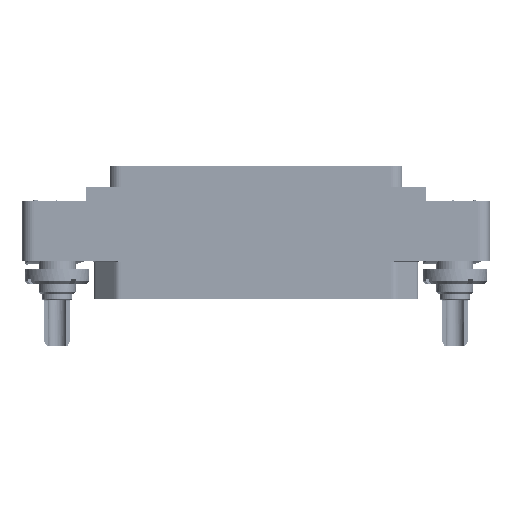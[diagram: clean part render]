
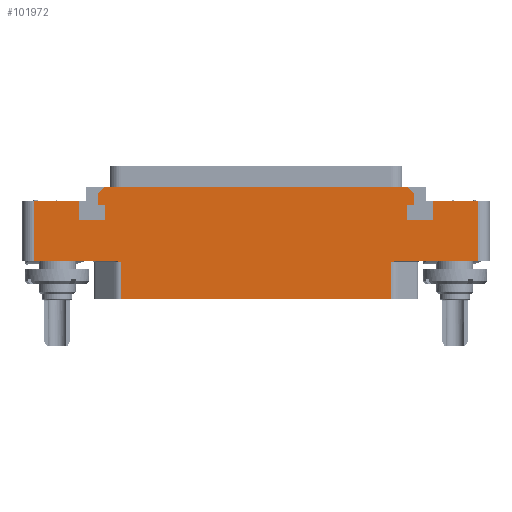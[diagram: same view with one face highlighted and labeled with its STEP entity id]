
A CAD part, top view. The second image highlights one B-rep face of the part: STEP entity #101972.
In plain terms, the highlighted planar face has unit normal (0, 0, 1).
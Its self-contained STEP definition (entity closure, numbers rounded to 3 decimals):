
#3023=DIRECTION('',(-1.,0.,0.));
#3024=VECTOR('',#3023,46.236);
#3025=CARTESIAN_POINT('',(23.118,-6.5,7.));
#3026=LINE('',#3025,#3024);
#3114=DIRECTION('',(1.,0.,0.));
#3115=VECTOR('',#3114,14.082);
#3116=CARTESIAN_POINT('',(-38.,0.,7.));
#3117=LINE('',#3116,#3115);
#7047=DIRECTION('',(0.,-1.,0.));
#7048=VECTOR('',#7047,10.25);
#7049=CARTESIAN_POINT('',(-38.,10.25,7.));
#7050=LINE('',#7049,#7048);
#7065=DIRECTION('',(1.,0.,0.));
#7066=VECTOR('',#7065,7.8);
#7067=CARTESIAN_POINT('',(-38.,10.25,7.));
#7068=LINE('',#7067,#7066);
#7069=DIRECTION('',(0.,-1.,0.));
#7070=VECTOR('',#7069,3.2);
#7071=CARTESIAN_POINT('',(-30.2,10.25,7.));
#7072=LINE('',#7071,#7070);
#7073=DIRECTION('',(1.,0.,0.));
#7074=VECTOR('',#7073,4.4);
#7075=CARTESIAN_POINT('',(-30.2,7.05,7.));
#7076=LINE('',#7075,#7074);
#7077=DIRECTION('',(0.,1.,0.));
#7078=VECTOR('',#7077,2.6);
#7079=CARTESIAN_POINT('',(-25.8,7.05,7.));
#7080=LINE('',#7079,#7078);
#7081=DIRECTION('',(-1.,0.,0.));
#7082=VECTOR('',#7081,1.2);
#7083=CARTESIAN_POINT('',(-25.8,9.65,7.));
#7084=LINE('',#7083,#7082);
#7085=DIRECTION('',(0.,-1.,0.));
#7086=VECTOR('',#7085,1.9);
#7087=CARTESIAN_POINT('',(-27.,11.55,7.));
#7088=LINE('',#7087,#7086);
#7089=DIRECTION('',(1.,0.,0.));
#7090=VECTOR('',#7089,51.6);
#7091=CARTESIAN_POINT('',(-25.8,12.75,7.));
#7092=LINE('',#7091,#7090);
#7093=DIRECTION('',(0.,-1.,0.));
#7094=VECTOR('',#7093,1.9);
#7095=CARTESIAN_POINT('',(27.,11.55,7.));
#7096=LINE('',#7095,#7094);
#7097=DIRECTION('',(-1.,0.,0.));
#7098=VECTOR('',#7097,1.2);
#7099=CARTESIAN_POINT('',(27.,9.65,7.));
#7100=LINE('',#7099,#7098);
#7101=DIRECTION('',(0.,-1.,0.));
#7102=VECTOR('',#7101,2.6);
#7103=CARTESIAN_POINT('',(25.8,9.65,7.));
#7104=LINE('',#7103,#7102);
#7105=DIRECTION('',(1.,0.,0.));
#7106=VECTOR('',#7105,4.4);
#7107=CARTESIAN_POINT('',(25.8,7.05,7.));
#7108=LINE('',#7107,#7106);
#7109=DIRECTION('',(0.,1.,0.));
#7110=VECTOR('',#7109,3.2);
#7111=CARTESIAN_POINT('',(30.2,7.05,7.));
#7112=LINE('',#7111,#7110);
#7113=DIRECTION('',(1.,0.,0.));
#7114=VECTOR('',#7113,7.8);
#7115=CARTESIAN_POINT('',(30.2,10.25,7.));
#7116=LINE('',#7115,#7114);
#7173=DIRECTION('',(1.,0.,0.));
#7174=VECTOR('',#7173,14.082);
#7175=CARTESIAN_POINT('',(23.918,0.,7.));
#7176=LINE('',#7175,#7174);
#11275=DIRECTION('',(0.,1.,0.));
#11276=VECTOR('',#11275,10.25);
#11277=CARTESIAN_POINT('',(38.,0.,7.));
#11278=LINE('',#11277,#11276);
#11339=CARTESIAN_POINT('',(23.118,-0.2,7.));
#11340=CARTESIAN_POINT('',(23.14,-0.192,7.));
#11341=CARTESIAN_POINT('',(23.184,-0.176,7.));
#11342=CARTESIAN_POINT('',(23.251,-0.152,7.));
#11343=CARTESIAN_POINT('',(23.318,-0.128,7.));
#11344=CARTESIAN_POINT('',(23.385,-0.106,7.));
#11345=CARTESIAN_POINT('',(23.451,-0.085,7.));
#11346=CARTESIAN_POINT('',(23.515,-0.066,7.));
#11347=CARTESIAN_POINT('',(23.577,-0.049,7.));
#11348=CARTESIAN_POINT('',(23.636,-0.035,7.));
#11349=CARTESIAN_POINT('',(23.688,-0.024,7.));
#11350=CARTESIAN_POINT('',(23.734,-0.016,7.));
#11351=CARTESIAN_POINT('',(23.776,-0.01,7.));
#11352=CARTESIAN_POINT('',(23.814,-0.005,7.));
#11353=CARTESIAN_POINT('',(23.85,-0.002,7.));
#11354=CARTESIAN_POINT('',(23.884,0.,7.));
#11355=CARTESIAN_POINT('',(23.907,0.,7.));
#11356=CARTESIAN_POINT('',(23.918,0.,7.));
#11372=DIRECTION('',(0.,1.,0.));
#11373=VECTOR('',#11372,6.3);
#11374=CARTESIAN_POINT('',(23.118,-6.5,7.));
#11375=LINE('',#11374,#11373);
#11376=DIRECTION('',(0.,1.,0.));
#11377=VECTOR('',#11376,6.3);
#11378=CARTESIAN_POINT('',(-23.118,-6.5,7.));
#11379=LINE('',#11378,#11377);
#11404=CARTESIAN_POINT('',(-23.918,0.,7.));
#11405=CARTESIAN_POINT('',(-23.907,0.,7.));
#11406=CARTESIAN_POINT('',(-23.884,0.,7.));
#11407=CARTESIAN_POINT('',(-23.85,-0.002,7.));
#11408=CARTESIAN_POINT('',(-23.814,-0.005,7.));
#11409=CARTESIAN_POINT('',(-23.776,-0.01,7.));
#11410=CARTESIAN_POINT('',(-23.734,-0.016,7.));
#11411=CARTESIAN_POINT('',(-23.688,-0.024,7.));
#11412=CARTESIAN_POINT('',(-23.636,-0.035,7.));
#11413=CARTESIAN_POINT('',(-23.577,-0.049,7.));
#11414=CARTESIAN_POINT('',(-23.515,-0.066,7.));
#11415=CARTESIAN_POINT('',(-23.451,-0.085,7.));
#11416=CARTESIAN_POINT('',(-23.385,-0.106,7.));
#11417=CARTESIAN_POINT('',(-23.318,-0.128,7.));
#11418=CARTESIAN_POINT('',(-23.251,-0.152,7.));
#11419=CARTESIAN_POINT('',(-23.184,-0.176,7.));
#11420=CARTESIAN_POINT('',(-23.14,-0.192,7.));
#11421=CARTESIAN_POINT('',(-23.118,-0.2,7.));
#11571=DIRECTION('',(-0.707,-0.707,0.));
#11572=VECTOR('',#11571,1.697);
#11573=CARTESIAN_POINT('',(-25.8,12.75,7.));
#11574=LINE('',#11573,#11572);
#11611=DIRECTION('',(0.707,-0.707,0.));
#11612=VECTOR('',#11611,1.697);
#11613=CARTESIAN_POINT('',(25.8,12.75,7.));
#11614=LINE('',#11613,#11612);
#81593=CARTESIAN_POINT('',(-30.2,10.25,7.));
#81594=CARTESIAN_POINT('',(-30.2,7.05,7.));
#81595=VERTEX_POINT('',#81593);
#81596=VERTEX_POINT('',#81594);
#81597=CARTESIAN_POINT('',(-25.8,7.05,7.));
#81598=VERTEX_POINT('',#81597);
#81599=CARTESIAN_POINT('',(-25.8,9.65,7.));
#81600=VERTEX_POINT('',#81599);
#81601=CARTESIAN_POINT('',(-27.,9.65,7.));
#81602=VERTEX_POINT('',#81601);
#81603=CARTESIAN_POINT('',(27.,9.65,7.));
#81604=CARTESIAN_POINT('',(25.8,9.65,7.));
#81605=VERTEX_POINT('',#81603);
#81606=VERTEX_POINT('',#81604);
#81607=CARTESIAN_POINT('',(25.8,7.05,7.));
#81608=VERTEX_POINT('',#81607);
#81609=CARTESIAN_POINT('',(30.2,7.05,7.));
#81610=VERTEX_POINT('',#81609);
#81611=CARTESIAN_POINT('',(30.2,10.25,7.));
#81612=VERTEX_POINT('',#81611);
#81617=CARTESIAN_POINT('',(-25.8,12.75,7.));
#81619=VERTEX_POINT('',#81617);
#81621=CARTESIAN_POINT('',(-27.,11.55,7.));
#81623=VERTEX_POINT('',#81621);
#81625=CARTESIAN_POINT('',(25.8,12.75,7.));
#81627=VERTEX_POINT('',#81625);
#81629=CARTESIAN_POINT('',(27.,11.55,7.));
#81631=VERTEX_POINT('',#81629);
#81721=CARTESIAN_POINT('',(38.,0.,7.));
#81722=CARTESIAN_POINT('',(38.,10.25,7.));
#81723=VERTEX_POINT('',#81721);
#81724=VERTEX_POINT('',#81722);
#81729=CARTESIAN_POINT('',(-38.,10.25,7.));
#81730=CARTESIAN_POINT('',(-38.,0.,7.));
#81731=VERTEX_POINT('',#81729);
#81732=VERTEX_POINT('',#81730);
#81934=CARTESIAN_POINT('',(23.118,-6.5,7.));
#81936=VERTEX_POINT('',#81934);
#81937=CARTESIAN_POINT('',(-23.118,-6.5,7.));
#81939=VERTEX_POINT('',#81937);
#82001=CARTESIAN_POINT('',(-23.118,-0.2,7.));
#82002=VERTEX_POINT('',#82001);
#82003=CARTESIAN_POINT('',(-23.918,0.,7.));
#82004=VERTEX_POINT('',#82003);
#82005=CARTESIAN_POINT('',(23.118,-0.2,7.));
#82007=VERTEX_POINT('',#82005);
#82009=CARTESIAN_POINT('',(23.918,0.,7.));
#82011=VERTEX_POINT('',#82009);
#101923=CARTESIAN_POINT('',(0.,0.,7.));
#101924=DIRECTION('',(0.,0.,-1.));
#101925=DIRECTION('',(-1.,0.,0.));
#101926=AXIS2_PLACEMENT_3D('',#101923,#101924,#101925);
#101927=PLANE('',#101926);
#101929=ORIENTED_EDGE('',*,*,#101928,.F.);
#101931=ORIENTED_EDGE('',*,*,#101930,.F.);
#101933=ORIENTED_EDGE('',*,*,#101932,.F.);
#101934=ORIENTED_EDGE('',*,*,#99561,.T.);
#101936=ORIENTED_EDGE('',*,*,#101935,.T.);
#101938=ORIENTED_EDGE('',*,*,#101937,.F.);
#101939=ORIENTED_EDGE('',*,*,#99642,.F.);
#101940=ORIENTED_EDGE('',*,*,#101915,.F.);
#101941=ORIENTED_EDGE('',*,*,#101637,.T.);
#101943=ORIENTED_EDGE('',*,*,#101942,.T.);
#101945=ORIENTED_EDGE('',*,*,#101944,.T.);
#101947=ORIENTED_EDGE('',*,*,#101946,.T.);
#101949=ORIENTED_EDGE('',*,*,#101948,.T.);
#101951=ORIENTED_EDGE('',*,*,#101950,.F.);
#101953=ORIENTED_EDGE('',*,*,#101952,.F.);
#101954=ORIENTED_EDGE('',*,*,#99080,.T.);
#101956=ORIENTED_EDGE('',*,*,#101955,.T.);
#101958=ORIENTED_EDGE('',*,*,#101957,.T.);
#101960=ORIENTED_EDGE('',*,*,#101959,.T.);
#101962=ORIENTED_EDGE('',*,*,#101961,.T.);
#101964=ORIENTED_EDGE('',*,*,#101963,.T.);
#101966=ORIENTED_EDGE('',*,*,#101965,.T.);
#101967=ORIENTED_EDGE('',*,*,#99154,.T.);
#101969=ORIENTED_EDGE('',*,*,#101968,.F.);
#101970=EDGE_LOOP('',(#101929,#101931,#101933,#101934,#101936,#101938,#101939,
#101940,#101941,#101943,#101945,#101947,#101949,#101951,#101953,#101954,#101956,
#101958,#101960,#101962,#101964,#101966,#101967,#101969));
#101971=FACE_OUTER_BOUND('',#101970,.F.);
#101972=ADVANCED_FACE('',(#101971),#101927,.F.);
#11357=B_SPLINE_CURVE_WITH_KNOTS('',3,(#11339,#11340,#11341,#11342,#11343,
#11344,#11345,#11346,#11347,#11348,#11349,#11350,#11351,#11352,#11353,#11354,
#11355,#11356),.UNSPECIFIED.,.F.,.F.,(4,1,1,1,1,1,1,1,1,1,1,1,1,1,1,4),(0.,
0.067,0.133,0.2,0.267,0.333,
0.4,0.467,0.533,0.6,0.667,
0.733,0.8,0.867,0.933,1.),
.UNSPECIFIED.);
#11422=B_SPLINE_CURVE_WITH_KNOTS('',3,(#11404,#11405,#11406,#11407,#11408,
#11409,#11410,#11411,#11412,#11413,#11414,#11415,#11416,#11417,#11418,#11419,
#11420,#11421),.UNSPECIFIED.,.F.,.F.,(4,1,1,1,1,1,1,1,1,1,1,1,1,1,1,4),(0.,
0.067,0.133,0.2,0.267,0.333,
0.4,0.467,0.533,0.6,0.667,
0.733,0.8,0.867,0.933,1.),
.UNSPECIFIED.);
#99080=EDGE_CURVE('',#81619,#81627,#7092,.T.);
#99154=EDGE_CURVE('',#81612,#81724,#7116,.T.);
#99561=EDGE_CURVE('',#81936,#81939,#3026,.T.);
#99642=EDGE_CURVE('',#81732,#82004,#3117,.T.);
#101637=EDGE_CURVE('',#81731,#81595,#7068,.T.);
#101915=EDGE_CURVE('',#81731,#81732,#7050,.T.);
#101928=EDGE_CURVE('',#82011,#81723,#7176,.T.);
#101930=EDGE_CURVE('',#82007,#82011,#11357,.T.);
#101932=EDGE_CURVE('',#81936,#82007,#11375,.T.);
#101935=EDGE_CURVE('',#81939,#82002,#11379,.T.);
#101937=EDGE_CURVE('',#82004,#82002,#11422,.T.);
#101942=EDGE_CURVE('',#81595,#81596,#7072,.T.);
#101944=EDGE_CURVE('',#81596,#81598,#7076,.T.);
#101946=EDGE_CURVE('',#81598,#81600,#7080,.T.);
#101948=EDGE_CURVE('',#81600,#81602,#7084,.T.);
#101950=EDGE_CURVE('',#81623,#81602,#7088,.T.);
#101952=EDGE_CURVE('',#81619,#81623,#11574,.T.);
#101955=EDGE_CURVE('',#81627,#81631,#11614,.T.);
#101957=EDGE_CURVE('',#81631,#81605,#7096,.T.);
#101959=EDGE_CURVE('',#81605,#81606,#7100,.T.);
#101961=EDGE_CURVE('',#81606,#81608,#7104,.T.);
#101963=EDGE_CURVE('',#81608,#81610,#7108,.T.);
#101965=EDGE_CURVE('',#81610,#81612,#7112,.T.);
#101968=EDGE_CURVE('',#81723,#81724,#11278,.T.);
